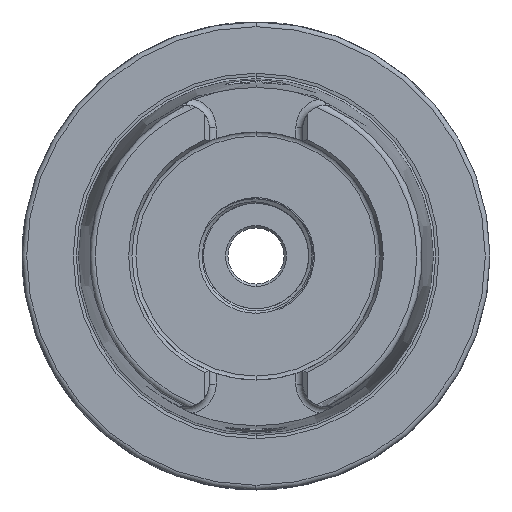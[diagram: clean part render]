
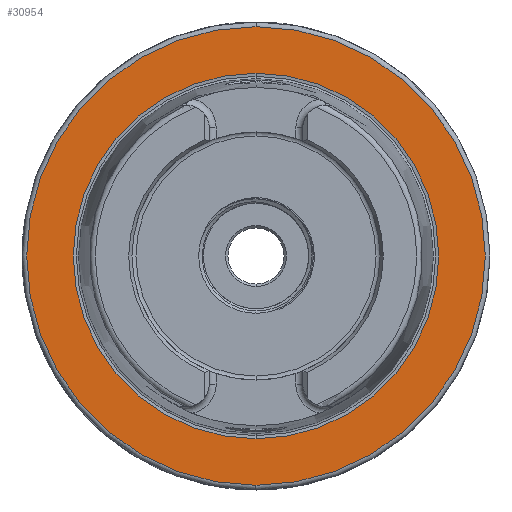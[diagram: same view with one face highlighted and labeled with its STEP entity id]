
A CAD part, left-side view. The second image highlights one B-rep face of the part: STEP entity #30954.
In plain terms, the highlighted planar face has unit normal (-1, 0, 0).
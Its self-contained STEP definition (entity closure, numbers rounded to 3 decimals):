
#123 = AXIS2_PLACEMENT_3D ( 'NONE', #8135, #8136, #8137 ) ;
#124 = AXIS2_PLACEMENT_3D ( 'NONE', #8132, #8133, #8134 ) ;
#8132 = CARTESIAN_POINT ( 'NONE',  ( 0., 0., 0. ) ) ;
#8133 = DIRECTION ( 'NONE',  ( 1., 0., 0. ) ) ;
#8134 = DIRECTION ( 'NONE',  ( 0., 0., -1. ) ) ;
#8135 = CARTESIAN_POINT ( 'NONE',  ( 0., 0., 0. ) ) ;
#8136 = DIRECTION ( 'NONE',  ( -1., 0., 0. ) ) ;
#8137 = DIRECTION ( 'NONE',  ( 0., 0., 1. ) ) ;
#10924 = FACE_OUTER_BOUND ( 'NONE', #19451, .T. ) ;
#10927 = FACE_BOUND ( 'NONE', #19458, .T. ) ;
#10929 = AXIS2_PLACEMENT_3D ( 'NONE', #22497, #22499, #22502 ) ;
#15256 = CARTESIAN_POINT ( 'NONE',  ( 0., 0., 49. ) ) ;
#16561 = CARTESIAN_POINT ( 'NONE',  ( 0., 0., 0. ) ) ;
#16562 = DIRECTION ( 'NONE',  ( -1., 0., 0. ) ) ;
#16563 = DIRECTION ( 'NONE',  ( 0., 0., 1. ) ) ;
#17003 = CARTESIAN_POINT ( 'NONE',  ( 0., 0., -39.054 ) ) ;
#17297 = CARTESIAN_POINT ( 'NONE',  ( 0., 0., 0. ) ) ;
#17298 = DIRECTION ( 'NONE',  ( 1., 0., 0. ) ) ;
#17299 = DIRECTION ( 'NONE',  ( 0., 0., -1. ) ) ;
#17922 = VERTEX_POINT ( 'NONE', #30511 ) ;
#17927 = VERTEX_POINT ( 'NONE', #30515 ) ;
#18206 = EDGE_CURVE ( 'NONE', #17927, #21064, #31684, .T. ) ;
#19451 = EDGE_LOOP ( 'NONE', ( #32050, #32051 ) ) ;
#19458 = EDGE_LOOP ( 'NONE', ( #32053, #32052 ) ) ;
#19808 = AXIS2_PLACEMENT_3D ( 'NONE', #16561, #16562, #16563 ) ;
#19913 = AXIS2_PLACEMENT_3D ( 'NONE', #17297, #17298, #17299 ) ;
#21064 = VERTEX_POINT ( 'NONE', #17003 ) ;
#22495 = PLANE ( 'NONE',  #10929 ) ;
#22497 = CARTESIAN_POINT ( 'NONE',  ( 0., 39.054, 0. ) ) ;
#22499 = DIRECTION ( 'NONE',  ( -1., 0., 0. ) ) ;
#22502 = DIRECTION ( 'NONE',  ( 0., 0., 1. ) ) ;
#30511 = CARTESIAN_POINT ( 'NONE',  ( 0., 0., -49. ) ) ;
#30515 = CARTESIAN_POINT ( 'NONE',  ( 0., 0., 39.054 ) ) ;
#30868 = EDGE_CURVE ( 'NONE', #46464, #17922, #32073, .T. ) ;
#30954 = ADVANCED_FACE ( 'NONE', ( #10924, #10927 ), #22495, .T. ) ;
#31515 = EDGE_CURVE ( 'NONE', #21064, #17927, #32230, .T. ) ;
#31516 = EDGE_CURVE ( 'NONE', #17922, #46464, #32231, .T. ) ;
#31684 = CIRCLE ( 'NONE', #19913, 39.054 ) ;
#32050 = ORIENTED_EDGE ( 'NONE', *, *, #30868, .T. ) ;
#32051 = ORIENTED_EDGE ( 'NONE', *, *, #31516, .T. ) ;
#32052 = ORIENTED_EDGE ( 'NONE', *, *, #31515, .T. ) ;
#32053 = ORIENTED_EDGE ( 'NONE', *, *, #18206, .T. ) ;
#32073 = CIRCLE ( 'NONE', #19808, 49. ) ;
#32230 = CIRCLE ( 'NONE', #124, 39.054 ) ;
#32231 = CIRCLE ( 'NONE', #123, 49. ) ;
#46464 = VERTEX_POINT ( 'NONE', #15256 ) ;
